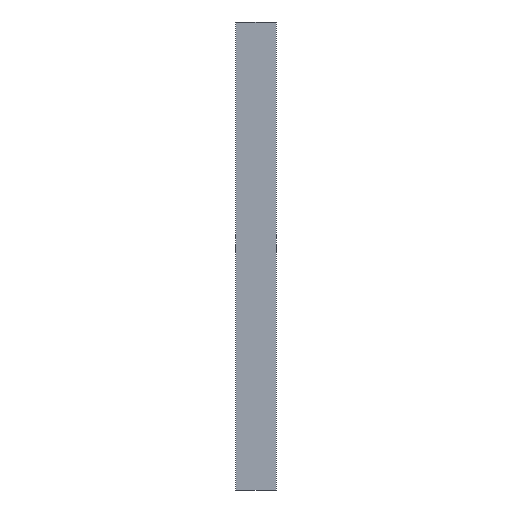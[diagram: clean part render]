
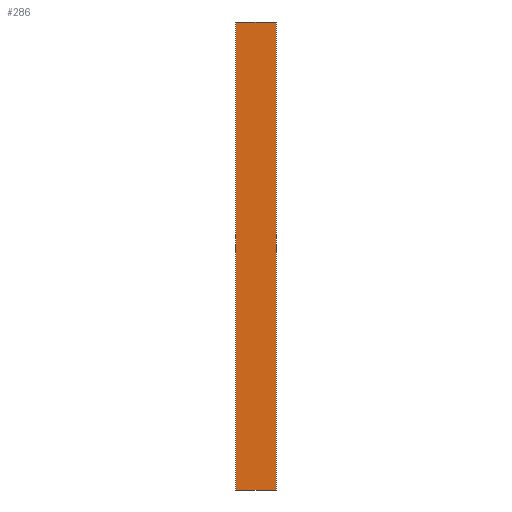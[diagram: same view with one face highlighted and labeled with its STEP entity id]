
A CAD part, front view. The second image highlights one B-rep face of the part: STEP entity #286.
In plain terms, the highlighted planar face has unit normal (0, -1, 0).
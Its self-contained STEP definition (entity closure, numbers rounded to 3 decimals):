
#7 = VECTOR ( 'NONE', #101, 1000. ) ;
#9 = EDGE_CURVE ( 'NONE', #45, #137, #117, .T. ) ;
#16 = EDGE_LOOP ( 'NONE', ( #257, #44, #235, #237 ) ) ;
#19 = CARTESIAN_POINT ( 'NONE',  ( 1., 0., -11.5 ) ) ;
#22 = DIRECTION ( 'NONE',  ( 0., 1., 0. ) ) ;
#25 = LINE ( 'NONE', #19, #143 ) ;
#34 = CARTESIAN_POINT ( 'NONE',  ( 0., 0., 0. ) ) ;
#36 = DIRECTION ( 'NONE',  ( 0., 0., 1. ) ) ;
#44 = ORIENTED_EDGE ( 'NONE', *, *, #188, .F. ) ;
#45 = VERTEX_POINT ( 'NONE', #221 ) ;
#59 = DIRECTION ( 'NONE',  ( 0., 0., -1. ) ) ;
#77 = VECTOR ( 'NONE', #36, 1000. ) ;
#98 = LINE ( 'NONE', #108, #214 ) ;
#101 = DIRECTION ( 'NONE',  ( 1., 0., 0. ) ) ;
#108 = CARTESIAN_POINT ( 'NONE',  ( 1., 0., 11.5 ) ) ;
#117 = LINE ( 'NONE', #198, #7 ) ;
#120 = VERTEX_POINT ( 'NONE', #296 ) ;
#125 = CARTESIAN_POINT ( 'NONE',  ( -1., 0., 11.5 ) ) ;
#137 = VERTEX_POINT ( 'NONE', #277 ) ;
#143 = VECTOR ( 'NONE', #173, 1000. ) ;
#157 = EDGE_CURVE ( 'NONE', #137, #292, #98, .T. ) ;
#171 = PLANE ( 'NONE',  #184 ) ;
#173 = DIRECTION ( 'NONE',  ( -1., 0., 0. ) ) ;
#182 = FACE_OUTER_BOUND ( 'NONE', #16, .T. ) ;
#184 = AXIS2_PLACEMENT_3D ( 'NONE', #34, #22, #196 ) ;
#188 = EDGE_CURVE ( 'NONE', #292, #120, #25, .T. ) ;
#196 = DIRECTION ( 'NONE',  ( 0., 0., 1. ) ) ;
#198 = CARTESIAN_POINT ( 'NONE',  ( 1., 0., 11.5 ) ) ;
#214 = VECTOR ( 'NONE', #59, 1000. ) ;
#221 = CARTESIAN_POINT ( 'NONE',  ( -1., 0., 11.5 ) ) ;
#235 = ORIENTED_EDGE ( 'NONE', *, *, #157, .F. ) ;
#237 = ORIENTED_EDGE ( 'NONE', *, *, #9, .F. ) ;
#257 = ORIENTED_EDGE ( 'NONE', *, *, #281, .F. ) ;
#267 = CARTESIAN_POINT ( 'NONE',  ( 1., 0., -11.5 ) ) ;
#277 = CARTESIAN_POINT ( 'NONE',  ( 1., 0., 11.5 ) ) ;
#281 = EDGE_CURVE ( 'NONE', #120, #45, #288, .T. ) ;
#286 = ADVANCED_FACE ( 'NONE', ( #182 ), #171, .F. ) ;
#288 = LINE ( 'NONE', #125, #77 ) ;
#292 = VERTEX_POINT ( 'NONE', #267 ) ;
#296 = CARTESIAN_POINT ( 'NONE',  ( -1., 0., -11.5 ) ) ;
